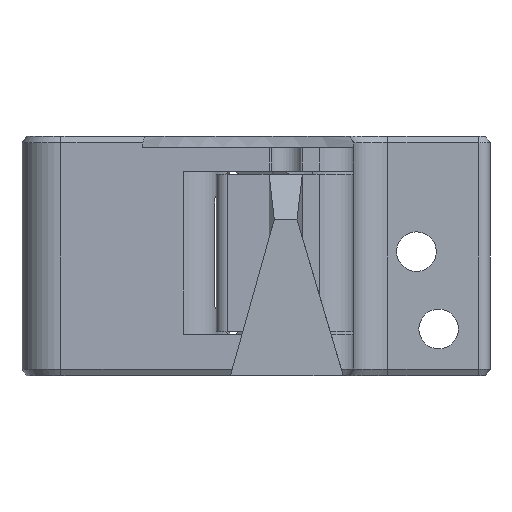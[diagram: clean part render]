
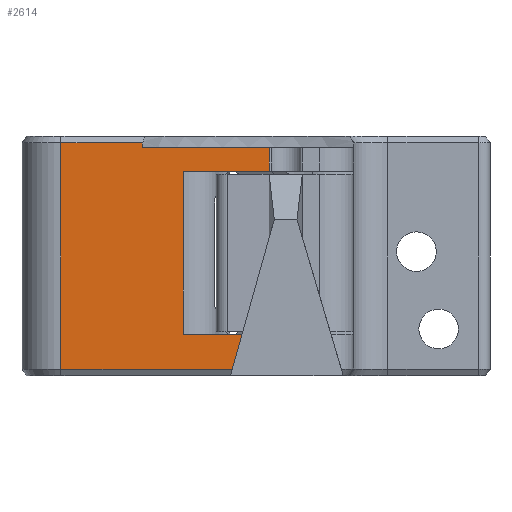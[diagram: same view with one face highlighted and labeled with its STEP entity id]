
A CAD part, left-side view. The second image highlights one B-rep face of the part: STEP entity #2614.
In plain terms, the highlighted planar face has unit normal (-1, 0.016, 0).
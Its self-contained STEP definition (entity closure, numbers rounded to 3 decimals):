
#21=(
BOUNDED_CURVE()
B_SPLINE_CURVE(2,(#4279,#4280,#4281),.UNSPECIFIED.,.F.,.F.)
B_SPLINE_CURVE_WITH_KNOTS((3,3),(0.202,0.398),
 .UNSPECIFIED.)
CURVE()
GEOMETRIC_REPRESENTATION_ITEM()
RATIONAL_B_SPLINE_CURVE((2.435,2.895,2.895))
REPRESENTATION_ITEM('')
);
#264=FACE_OUTER_BOUND('',#418,.T.);
#418=EDGE_LOOP('',(#1968,#1969,#1970,#1971,#1972,#1973,#1974,#1975,#1976,
#1977,#1978));
#572=LINE('',#3851,#838);
#589=LINE('',#4054,#855);
#594=LINE('',#4165,#860);
#604=LINE('',#4206,#870);
#607=LINE('',#4233,#873);
#613=LINE('',#4262,#879);
#616=LINE('',#4273,#882);
#617=LINE('',#4275,#883);
#618=LINE('',#4277,#884);
#619=LINE('',#4282,#885);
#838=VECTOR('',#3072,10.);
#855=VECTOR('',#3111,10.);
#860=VECTOR('',#3130,10.);
#870=VECTOR('',#3170,10.);
#873=VECTOR('',#3197,10.);
#879=VECTOR('',#3217,10.);
#882=VECTOR('',#3230,10.);
#883=VECTOR('',#3231,10.);
#884=VECTOR('',#3232,10.);
#885=VECTOR('',#3233,10.);
#1102=VERTEX_POINT('',#3848);
#1103=VERTEX_POINT('',#3850);
#1126=VERTEX_POINT('',#4053);
#1133=VERTEX_POINT('',#4164);
#1148=VERTEX_POINT('',#4203);
#1149=VERTEX_POINT('',#4205);
#1161=VERTEX_POINT('',#4231);
#1164=VERTEX_POINT('',#4272);
#1165=VERTEX_POINT('',#4274);
#1166=VERTEX_POINT('',#4276);
#1167=VERTEX_POINT('',#4278);
#1363=EDGE_CURVE('',#1103,#1102,#572,.T.);
#1398=EDGE_CURVE('',#1103,#1126,#589,.T.);
#1412=EDGE_CURVE('',#1126,#1133,#594,.T.);
#1432=EDGE_CURVE('',#1149,#1148,#604,.T.);
#1446=EDGE_CURVE('',#1148,#1161,#607,.T.);
#1454=EDGE_CURVE('',#1149,#1102,#613,.T.);
#1459=EDGE_CURVE('',#1164,#1161,#616,.T.);
#1460=EDGE_CURVE('',#1165,#1164,#617,.T.);
#1461=EDGE_CURVE('',#1166,#1165,#618,.T.);
#1462=EDGE_CURVE('',#1167,#1166,#21,.T.);
#1463=EDGE_CURVE('',#1133,#1167,#619,.T.);
#1968=ORIENTED_EDGE('',*,*,#1446,.T.);
#1969=ORIENTED_EDGE('',*,*,#1459,.F.);
#1970=ORIENTED_EDGE('',*,*,#1460,.F.);
#1971=ORIENTED_EDGE('',*,*,#1461,.F.);
#1972=ORIENTED_EDGE('',*,*,#1462,.F.);
#1973=ORIENTED_EDGE('',*,*,#1463,.F.);
#1974=ORIENTED_EDGE('',*,*,#1412,.F.);
#1975=ORIENTED_EDGE('',*,*,#1398,.F.);
#1976=ORIENTED_EDGE('',*,*,#1363,.T.);
#1977=ORIENTED_EDGE('',*,*,#1454,.F.);
#1978=ORIENTED_EDGE('',*,*,#1432,.T.);
#2502=PLANE('',#2817);
#2614=ADVANCED_FACE('',(#264),#2502,.T.);
#2817=AXIS2_PLACEMENT_3D('',#4271,#3228,#3229);
#3072=DIRECTION('',(-0.016,-1.,0.));
#3111=DIRECTION('',(0.,0.,-1.));
#3130=DIRECTION('',(-0.016,-1.,0.));
#3170=DIRECTION('',(0.016,1.,0.));
#3197=DIRECTION('',(0.,0.,1.));
#3217=DIRECTION('',(0.,0.,-1.));
#3228=DIRECTION('center_axis',(-1.,0.016,0.));
#3229=DIRECTION('ref_axis',(-0.016,-1.,0.));
#3230=DIRECTION('',(-0.016,-1.,0.));
#3231=DIRECTION('',(0.,0.,1.));
#3232=DIRECTION('',(0.016,1.,0.));
#3233=DIRECTION('',(0.,0.,-1.));
#3848=CARTESIAN_POINT('',(306.291,251.797,-1.93));
#3850=CARTESIAN_POINT('',(306.409,259.388,-1.93));
#3851=CARTESIAN_POINT('',(306.577,270.191,-1.93));
#4053=CARTESIAN_POINT('',(306.409,259.388,-16.33));
#4054=CARTESIAN_POINT('',(306.409,259.388,-16.33));
#4164=CARTESIAN_POINT('',(306.291,251.797,-16.33));
#4165=CARTESIAN_POINT('',(306.49,264.613,-16.33));
#4203=CARTESIAN_POINT('',(306.465,262.998,0.17));
#4205=CARTESIAN_POINT('',(306.291,251.797,0.17));
#4206=CARTESIAN_POINT('',(306.42,260.13,0.17));
#4231=CARTESIAN_POINT('',(306.465,262.998,0.57));
#4233=CARTESIAN_POINT('',(306.465,262.998,1.17));
#4262=CARTESIAN_POINT('',(306.291,251.797,-1.93));
#4271=CARTESIAN_POINT('Origin',(306.577,270.191,-20.));
#4272=CARTESIAN_POINT('',(306.577,270.191,0.57));
#4273=CARTESIAN_POINT('',(306.444,261.63,0.57));
#4274=CARTESIAN_POINT('',(306.577,270.191,-19.4));
#4275=CARTESIAN_POINT('',(306.577,270.191,-20.));
#4276=CARTESIAN_POINT('',(306.299,252.309,-19.4));
#4277=CARTESIAN_POINT('',(306.49,264.613,-19.4));
#4278=CARTESIAN_POINT('',(306.291,251.797,-19.094));
#4279=CARTESIAN_POINT('Ctrl Pts',(306.291,251.797,-19.094));
#4280=CARTESIAN_POINT('Ctrl Pts',(306.295,252.094,-19.4));
#4281=CARTESIAN_POINT('Ctrl Pts',(306.299,252.309,-19.4));
#4282=CARTESIAN_POINT('',(306.291,251.797,-20.));
